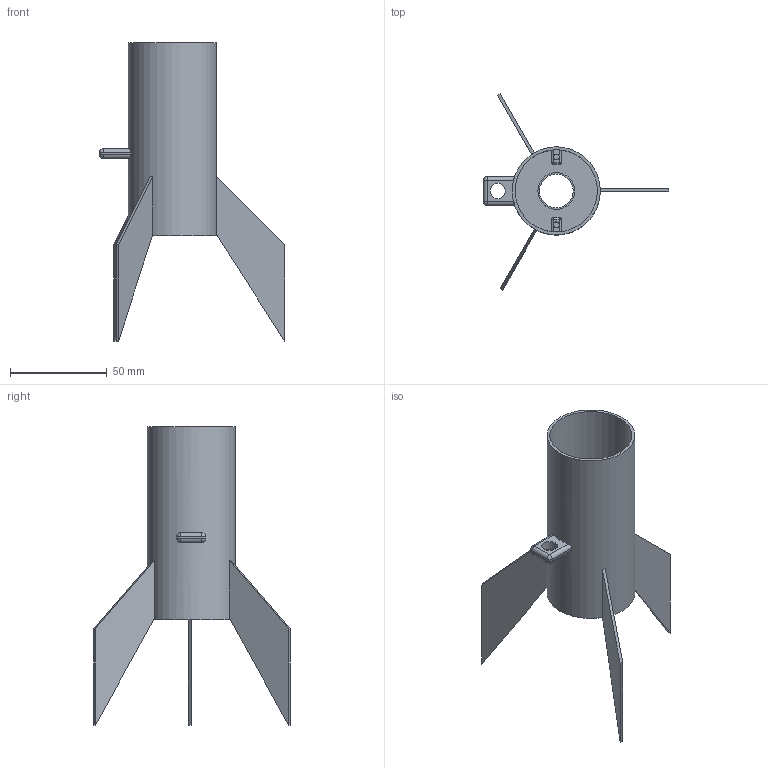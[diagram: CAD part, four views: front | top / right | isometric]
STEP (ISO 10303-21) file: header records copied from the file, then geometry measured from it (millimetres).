
FILE_DESCRIPTION(/* description */ (''),/* implementation_level */ '2;1');
FILE_NAME(/* name */ 'Booster_Section_Phase_1.step',/* time_stamp */ '2025-12-19T12:30:19+05:30',/* author */ (''),/* organization */ (''),/* preprocessor_version */ 'ST-DEVELOPER v20.1',/* originating_system */ 'Autodesk Translation Framework v14.21.0.0',/* authorisation */ '');
FILE_SCHEMA (('AUTOMOTIVE_DESIGN { 1 0 10303 214 3 1 1 }'));
Length unit declared in the file: millimetre
Products named in the file (1): nozzle
Bounding box: 96.04 x 101.62 x 154.67 mm (x, y, z)
Volume: 41616.9 mm3; surface area: 46684.1 mm2
Topology: 4 solids, 4 shells, 88 faces, 186 edges, 108 vertices
Faces by surface type: plane 43, cylinder 33, sphere 12
Full cylindrical faces by diameter (mm): 3 x2, 8 x1, 17.5 x1, 19 x2, 42.6 x2, 45.6 x1
Entity records: 2442 total; most frequent: CARTESIAN_POINT 491, DIRECTION 418, ORIENTED_EDGE 372, EDGE_CURVE 186, AXIS2_PLACEMENT_3D 155, LINE 108, VECTOR 108, VERTEX_POINT 108
